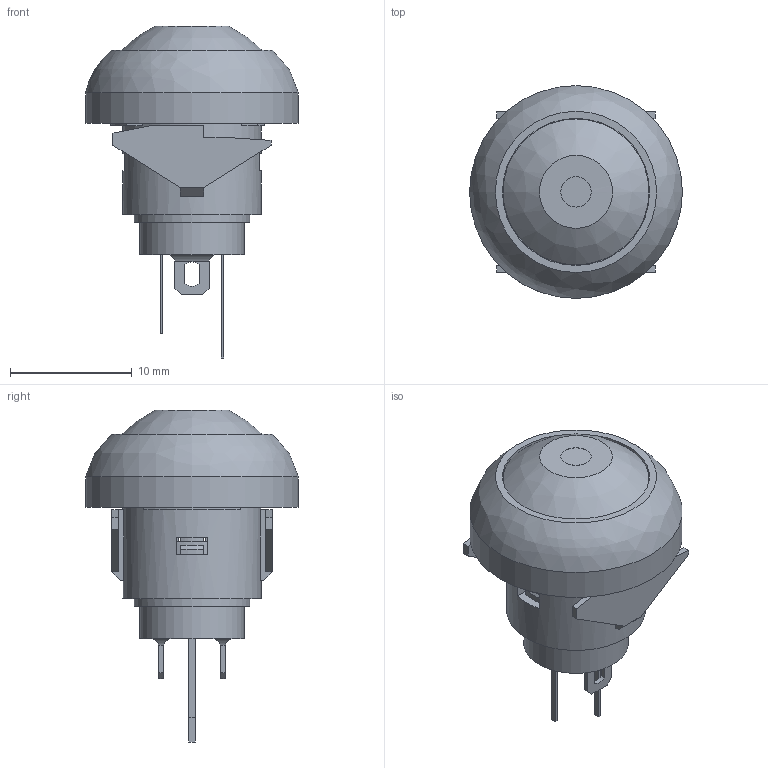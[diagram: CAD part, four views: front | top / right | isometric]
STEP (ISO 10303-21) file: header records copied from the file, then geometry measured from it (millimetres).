
FILE_DESCRIPTION(/* description */ (' ','CAx-IF Rec.Pracs.---Representation and Presentation of Product Manufacturing Information (PMI)---4.0---2014-10-13'),/* implementation_level */ '2;1');
FILE_NAME(/* name */ 'RP8100B1M1CEBLKxxxxxx.stp',/* time_stamp */ '2018-11-08T16:34:28-06:00',/* author */ ('mwilliams'),/* organization */ (' '),/* preprocessor_version */ 'ST-DEVELOPER v17',/* originating_system */ 'Autodesk Inventor 2018',/* authorisation */ ' ');
FILE_SCHEMA (('AP242_MANAGED_MODEL_BASED_3D_ENGINEERING_MIM_LF { 1 0 10303 442 1 1 4 }'));
Length unit declared in the file: inch
Products named in the file (1): RP8100B1M1CEBLKxxxxxx
Bounding box: 17.5 x 17.5 x 27.31 mm (x, y, z)
Volume: 1800.7 mm3; surface area: 3002.6 mm2
Topology: 1 solids, 1 shells, 231 faces, 649 edges, 434 vertices
Faces by surface type: plane 160, cylinder 56, cone 12, bspline 3
Full cylindrical faces by diameter (mm): 2.2 x1, 2.6 x1, 4 x1, 4.95 x1, 5.6 x1, 7 x1, 7.2 x1, 7.55 x1, 8.6 x2, 9.5 x2, 9.55 x1, 10 x1, 11.4 x1, 11.6 x1, 12 x1, 12.1 x1, 13.6 x1, 17.5 x1
Entity records: 7780 total; most frequent: CARTESIAN_POINT 1450, DIRECTION 1346, ORIENTED_EDGE 1298, EDGE_CURVE 649, AXIS2_PLACEMENT_3D 471, VERTEX_POINT 434, LINE 412, VECTOR 412
